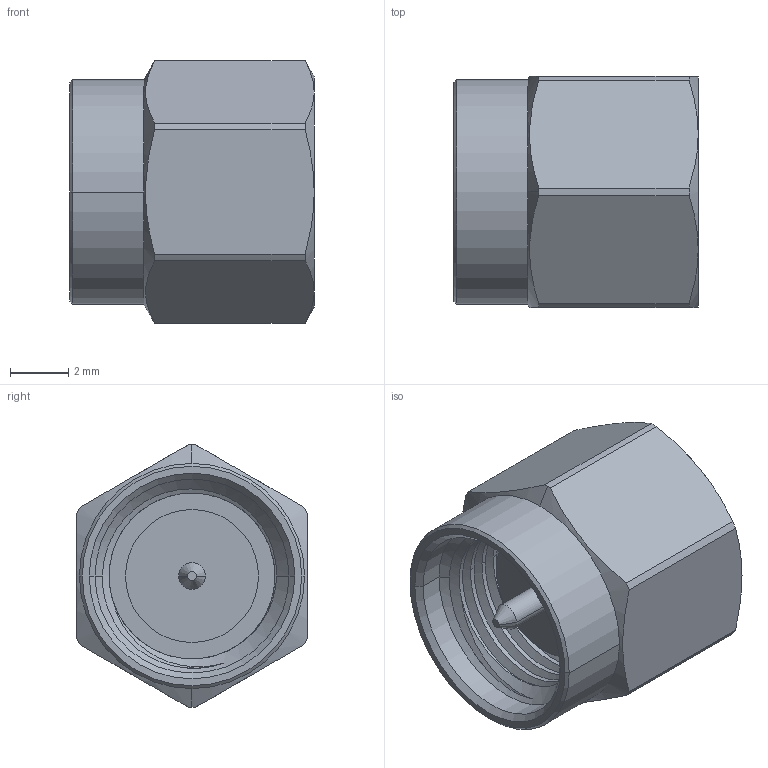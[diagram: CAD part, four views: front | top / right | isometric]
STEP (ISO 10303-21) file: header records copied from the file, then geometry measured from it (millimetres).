
FILE_DESCRIPTION((''),'2;1');
FILE_NAME('901-10106_SW0001','2019-06-03T',('Kaviyarasan'),(''),'CREO PARAMETRIC BY PTC INC, 2018360','CREO PARAMETRIC BY PTC INC, 2018360','');
FILE_SCHEMA(('CONFIG_CONTROL_DESIGN'));
Length unit declared in the file: millimetre
Products named in the file (1): 901-10106_SW0001
Bounding box: 8.38 x 7.92 x 9 mm (x, y, z)
Volume: 339.1 mm3; surface area: 447.9 mm2
Topology: 1 solids, 1 shells, 55 faces, 135 edges, 85 vertices
Faces by surface type: cylinder 21, cone 18, plane 12, bspline 4
Entity records: 3402 total; most frequent: CARTESIAN_POINT 2117, ORIENTED_EDGE 270, DIRECTION 244, EDGE_CURVE 135, AXIS2_PLACEMENT_3D 100, VERTEX_POINT 85, EDGE_LOOP 58, FACE_OUTER_BOUND 55
